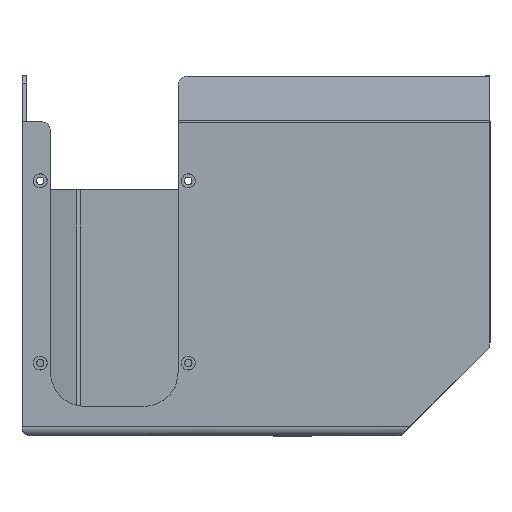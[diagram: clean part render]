
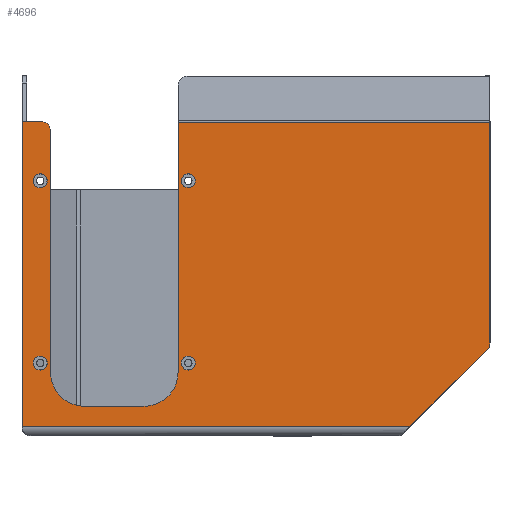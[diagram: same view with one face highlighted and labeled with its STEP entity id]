
A CAD part, left-side view. The second image highlights one B-rep face of the part: STEP entity #4696.
In plain terms, the highlighted planar face has unit normal (-1, 0, 0).
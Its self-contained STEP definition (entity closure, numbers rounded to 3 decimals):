
#125=FACE_BOUND('',#552,.T.);
#126=FACE_BOUND('',#553,.T.);
#127=FACE_BOUND('',#554,.T.);
#128=FACE_BOUND('',#555,.T.);
#275=FACE_OUTER_BOUND('',#551,.T.);
#551=EDGE_LOOP('',(#3031,#3032,#3033,#3034,#3035,#3036,#3037,#3038,#3039,
#3040,#3041,#3042,#3043));
#552=EDGE_LOOP('',(#3044));
#553=EDGE_LOOP('',(#3045));
#554=EDGE_LOOP('',(#3046));
#555=EDGE_LOOP('',(#3047));
#868=CIRCLE('',#5032,4.);
#869=CIRCLE('',#5033,15.);
#870=CIRCLE('',#5034,15.);
#871=CIRCLE('',#5035,4.);
#872=CIRCLE('',#5036,3.05);
#873=CIRCLE('',#5037,3.05);
#874=CIRCLE('',#5038,3.05);
#875=CIRCLE('',#5039,3.05);
#1102=LINE('',#7026,#1477);
#1103=LINE('',#7029,#1478);
#1104=LINE('',#7033,#1479);
#1105=LINE('',#7035,#1480);
#1106=LINE('',#7037,#1481);
#1107=LINE('',#7041,#1482);
#1108=LINE('',#7045,#1483);
#1109=LINE('',#7049,#1484);
#1110=LINE('',#7050,#1485);
#1477=VECTOR('',#5653,10.);
#1478=VECTOR('',#5656,10.);
#1479=VECTOR('',#5659,10.);
#1480=VECTOR('',#5660,10.);
#1481=VECTOR('',#5661,10.);
#1482=VECTOR('',#5664,10.);
#1483=VECTOR('',#5667,10.);
#1484=VECTOR('',#5670,10.);
#1485=VECTOR('',#5671,10.);
#1797=VERTEX_POINT('',#6817);
#1883=VERTEX_POINT('',#7024);
#1884=VERTEX_POINT('',#7028);
#1885=VERTEX_POINT('',#7030);
#1886=VERTEX_POINT('',#7032);
#1887=VERTEX_POINT('',#7034);
#1888=VERTEX_POINT('',#7036);
#1889=VERTEX_POINT('',#7038);
#1890=VERTEX_POINT('',#7040);
#1891=VERTEX_POINT('',#7042);
#1892=VERTEX_POINT('',#7044);
#1893=VERTEX_POINT('',#7046);
#1894=VERTEX_POINT('',#7048);
#1895=VERTEX_POINT('',#7051);
#1896=VERTEX_POINT('',#7053);
#1897=VERTEX_POINT('',#7055);
#1898=VERTEX_POINT('',#7057);
#2339=EDGE_CURVE('',#1883,#1797,#1102,.T.);
#2340=EDGE_CURVE('',#1884,#1883,#1103,.T.);
#2341=EDGE_CURVE('',#1885,#1884,#868,.T.);
#2342=EDGE_CURVE('',#1885,#1886,#1104,.T.);
#2343=EDGE_CURVE('',#1886,#1887,#1105,.T.);
#2344=EDGE_CURVE('',#1887,#1888,#1106,.T.);
#2345=EDGE_CURVE('',#1888,#1889,#869,.T.);
#2346=EDGE_CURVE('',#1889,#1890,#1107,.T.);
#2347=EDGE_CURVE('',#1890,#1891,#870,.T.);
#2348=EDGE_CURVE('',#1891,#1892,#1108,.T.);
#2349=EDGE_CURVE('',#1893,#1892,#871,.T.);
#2350=EDGE_CURVE('',#1893,#1894,#1109,.T.);
#2351=EDGE_CURVE('',#1797,#1894,#1110,.T.);
#2352=EDGE_CURVE('',#1895,#1895,#872,.T.);
#2353=EDGE_CURVE('',#1896,#1896,#873,.T.);
#2354=EDGE_CURVE('',#1897,#1897,#874,.T.);
#2355=EDGE_CURVE('',#1898,#1898,#875,.T.);
#3031=ORIENTED_EDGE('',*,*,#2339,.F.);
#3032=ORIENTED_EDGE('',*,*,#2340,.F.);
#3033=ORIENTED_EDGE('',*,*,#2341,.F.);
#3034=ORIENTED_EDGE('',*,*,#2342,.T.);
#3035=ORIENTED_EDGE('',*,*,#2343,.T.);
#3036=ORIENTED_EDGE('',*,*,#2344,.T.);
#3037=ORIENTED_EDGE('',*,*,#2345,.T.);
#3038=ORIENTED_EDGE('',*,*,#2346,.T.);
#3039=ORIENTED_EDGE('',*,*,#2347,.T.);
#3040=ORIENTED_EDGE('',*,*,#2348,.T.);
#3041=ORIENTED_EDGE('',*,*,#2349,.F.);
#3042=ORIENTED_EDGE('',*,*,#2350,.T.);
#3043=ORIENTED_EDGE('',*,*,#2351,.F.);
#3044=ORIENTED_EDGE('',*,*,#2352,.T.);
#3045=ORIENTED_EDGE('',*,*,#2353,.T.);
#3046=ORIENTED_EDGE('',*,*,#2354,.T.);
#3047=ORIENTED_EDGE('',*,*,#2355,.T.);
#4263=PLANE('',#5031);
#4696=ADVANCED_FACE('',(#275,#125,#126,#127,#128),#4263,.T.);
#5031=AXIS2_PLACEMENT_3D('',#7027,#5654,#5655);
#5032=AXIS2_PLACEMENT_3D('',#7031,#5657,#5658);
#5033=AXIS2_PLACEMENT_3D('',#7039,#5662,#5663);
#5034=AXIS2_PLACEMENT_3D('',#7043,#5665,#5666);
#5035=AXIS2_PLACEMENT_3D('',#7047,#5668,#5669);
#5036=AXIS2_PLACEMENT_3D('',#7052,#5672,#5673);
#5037=AXIS2_PLACEMENT_3D('',#7054,#5674,#5675);
#5038=AXIS2_PLACEMENT_3D('',#7056,#5676,#5677);
#5039=AXIS2_PLACEMENT_3D('',#7058,#5678,#5679);
#5653=DIRECTION('',(0.,1.,0.));
#5654=DIRECTION('center_axis',(-1.,0.,0.));
#5655=DIRECTION('ref_axis',(0.,-1.,0.));
#5656=DIRECTION('',(0.,0.707,-0.707));
#5657=DIRECTION('center_axis',(1.,0.,0.));
#5658=DIRECTION('ref_axis',(0.,-0.924,-0.383));
#5659=DIRECTION('',(0.,0.,1.));
#5660=DIRECTION('',(0.,1.,0.));
#5661=DIRECTION('',(0.,0.,-1.));
#5662=DIRECTION('center_axis',(1.,0.,0.));
#5663=DIRECTION('ref_axis',(0.,0.,1.));
#5664=DIRECTION('',(0.,1.,0.));
#5665=DIRECTION('center_axis',(1.,0.,0.));
#5666=DIRECTION('ref_axis',(0.,-1.,0.));
#5667=DIRECTION('',(0.,0.,1.));
#5668=DIRECTION('center_axis',(1.,0.,0.));
#5669=DIRECTION('ref_axis',(0.,-0.707,0.707));
#5670=DIRECTION('',(0.,1.,0.));
#5671=DIRECTION('',(0.,0.,1.));
#5672=DIRECTION('center_axis',(1.,0.,0.));
#5673=DIRECTION('ref_axis',(0.,-1.,0.));
#5674=DIRECTION('center_axis',(1.,0.,0.));
#5675=DIRECTION('ref_axis',(0.,-1.,0.));
#5676=DIRECTION('center_axis',(1.,0.,0.));
#5677=DIRECTION('ref_axis',(0.,-1.,0.));
#5678=DIRECTION('center_axis',(1.,0.,0.));
#5679=DIRECTION('ref_axis',(0.,-1.,0.));
#6817=CARTESIAN_POINT('',(-346.,136.4,-62.));
#7024=CARTESIAN_POINT('',(-346.,-33.828,-62.));
#7026=CARTESIAN_POINT('',(-346.,564.684,-62.));
#7027=CARTESIAN_POINT('Origin',(-346.,132.4,-62.));
#7028=CARTESIAN_POINT('',(-346.,-67.828,-28.));
#7029=CARTESIAN_POINT('',(-346.,-31.,-64.828));
#7030=CARTESIAN_POINT('',(-346.,-69.,-25.172));
#7031=CARTESIAN_POINT('Origin',(-346.,-65.,-25.172));
#7032=CARTESIAN_POINT('',(-346.,-69.,71.749));
#7033=CARTESIAN_POINT('',(-346.,-69.,-26.828));
#7034=CARTESIAN_POINT('',(-346.,67.9,71.749));
#7035=CARTESIAN_POINT('',(-346.,100.15,71.749));
#7036=CARTESIAN_POINT('',(-346.,67.9,-38.));
#7037=CARTESIAN_POINT('',(-346.,67.9,20.));
#7038=CARTESIAN_POINT('',(-346.,82.9,-53.));
#7039=CARTESIAN_POINT('Origin',(-346.,82.9,-38.));
#7040=CARTESIAN_POINT('',(-346.,108.9,-53.));
#7041=CARTESIAN_POINT('',(-346.,107.65,-53.));
#7042=CARTESIAN_POINT('',(-346.,123.9,-38.));
#7043=CARTESIAN_POINT('Origin',(-346.,108.9,-38.));
#7044=CARTESIAN_POINT('',(-346.,123.9,68.));
#7045=CARTESIAN_POINT('',(-346.,123.9,-50.));
#7046=CARTESIAN_POINT('',(-346.,127.9,72.));
#7047=CARTESIAN_POINT('Origin',(-346.,127.9,68.));
#7048=CARTESIAN_POINT('',(-346.,136.4,72.));
#7049=CARTESIAN_POINT('',(-346.,128.15,72.));
#7050=CARTESIAN_POINT('',(-346.,136.4,92.));
#7051=CARTESIAN_POINT('',(-346.,131.45,-34.));
#7052=CARTESIAN_POINT('Origin',(-346.,128.4,-34.));
#7053=CARTESIAN_POINT('',(-346.,131.45,46.));
#7054=CARTESIAN_POINT('Origin',(-346.,128.4,46.));
#7055=CARTESIAN_POINT('',(-346.,66.45,-34.));
#7056=CARTESIAN_POINT('Origin',(-346.,63.4,-34.));
#7057=CARTESIAN_POINT('',(-346.,66.45,46.));
#7058=CARTESIAN_POINT('Origin',(-346.,63.4,46.));
